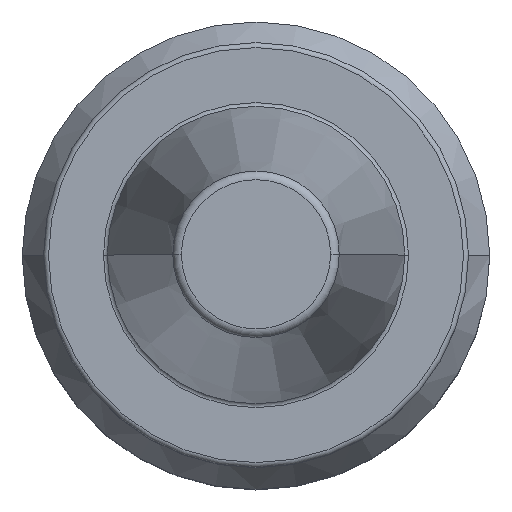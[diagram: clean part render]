
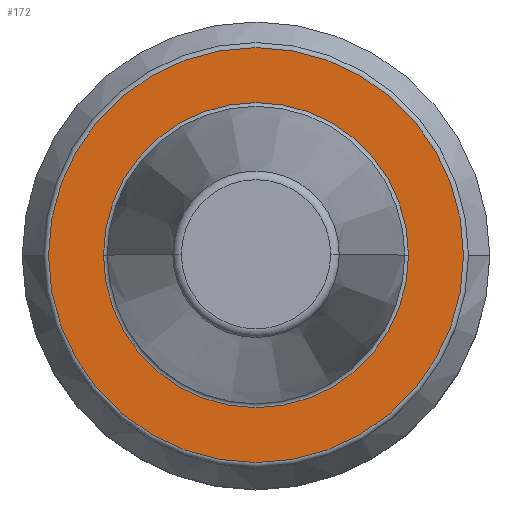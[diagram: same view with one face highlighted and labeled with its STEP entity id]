
A CAD part, top view. The second image highlights one B-rep face of the part: STEP entity #172.
In plain terms, the highlighted planar face has unit normal (0, 0, 1).
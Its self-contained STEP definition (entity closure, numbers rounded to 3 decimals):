
#172=ADVANCED_FACE('',(#206,#207),#195,.F.);
#195=PLANE('',#707);
#206=FACE_BOUND('',#235,.T.);
#207=FACE_BOUND('',#236,.T.);
#235=EDGE_LOOP('',(#345));
#236=EDGE_LOOP('',(#346,#347));
#345=ORIENTED_EDGE('',*,*,#526,.T.);
#346=ORIENTED_EDGE('',*,*,#470,.T.);
#347=ORIENTED_EDGE('',*,*,#472,.T.);
#421=VERTEX_POINT('',#989);
#424=VERTEX_POINT('',#994);
#458=VERTEX_POINT('',#1107);
#470=EDGE_CURVE('',#421,#424,#551,.T.);
#472=EDGE_CURVE('',#424,#421,#553,.T.);
#526=EDGE_CURVE('',#458,#458,#590,.T.);
#551=CIRCLE('',#645,22.79);
#553=CIRCLE('',#648,22.79);
#590=CIRCLE('',#706,31.);
#645=AXIS2_PLACEMENT_3D('',#995,#763,#764);
#648=AXIS2_PLACEMENT_3D('',#998,#769,#770);
#706=AXIS2_PLACEMENT_3D('',#1106,#902,#903);
#707=AXIS2_PLACEMENT_3D('',#1108,#904,#905);
#763=DIRECTION('',(0.,0.,-1.));
#764=DIRECTION('',(-1.,0.,0.));
#769=DIRECTION('',(0.,0.,-1.));
#770=DIRECTION('',(-1.,0.,0.));
#902=DIRECTION('',(0.,0.,1.));
#903=DIRECTION('',(-1.,0.,0.));
#904=DIRECTION('',(0.,0.,-1.));
#905=DIRECTION('',(1.,0.,0.));
#989=CARTESIAN_POINT('',(-22.79,0.,-3.2));
#994=CARTESIAN_POINT('',(22.79,0.,-3.2));
#995=CARTESIAN_POINT('',(0.,0.,-3.2));
#998=CARTESIAN_POINT('',(0.,0.,-3.2));
#1106=CARTESIAN_POINT('',(0.,0.,-3.2));
#1107=CARTESIAN_POINT('',(-31.,0.,-3.2));
#1108=CARTESIAN_POINT('',(0.,22.79,-3.2));
